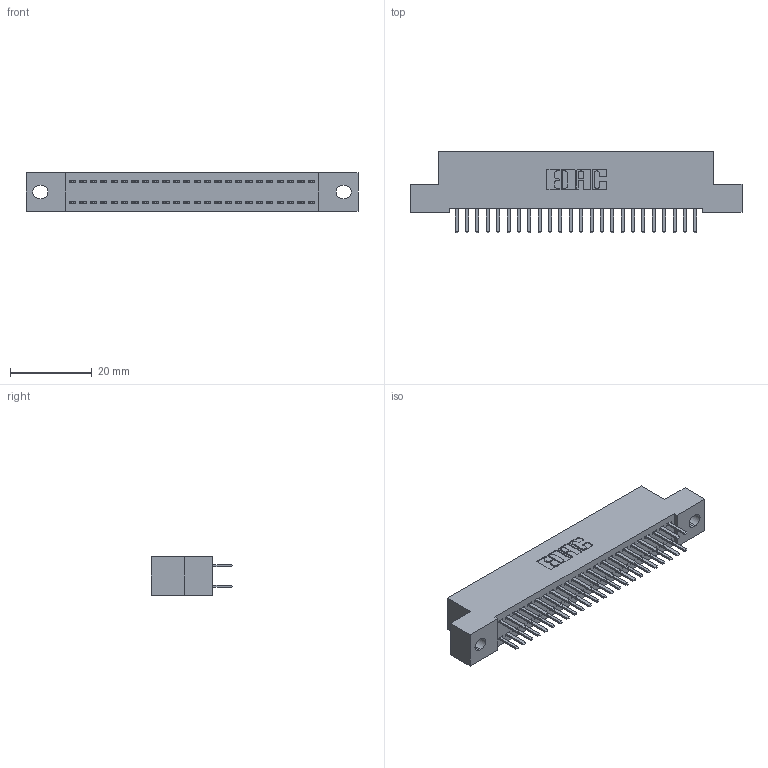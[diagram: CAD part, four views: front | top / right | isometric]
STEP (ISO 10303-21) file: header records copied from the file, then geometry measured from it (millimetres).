
FILE_DESCRIPTION (( 'STEP AP203' ), '1' );
FILE_NAME ('392-048-520-202.STEP', '2018-08-16T21:36:35', ( '' ), ( '' ), 'SwSTEP 2.0', 'SolidWorks 2016', '' );
FILE_SCHEMA (( 'CONFIG_CONTROL_DESIGN' ));
Length unit declared in the file: inch
Products named in the file (3): 342 Part_.128 Slot; 345-292-001_345-293-120; 392-048-520-202
Assembly tree (49 placements, depth 2):
  392-048-520-202
    342 Part_.128 Slot
    345-292-001_345-293-120  x48
Bounding box: 81.28 x 20.02 x 9.4 mm (x, y, z)
Volume: 7144.5 mm3; surface area: 10895.7 mm2
Topology: 49 solids, 49 shells, 2802 faces, 8135 edges, 5294 vertices
Faces by surface type: plane 1894, cylinder 908
Entity records: 17885 total; most frequent: CARTESIAN_POINT 2998, ORIENTED_EDGE 2922, DIRECTION 2581, EDGE_CURVE 1461, LINE 1329, VECTOR 1329, VERTEX_POINT 970, AXIS2_PLACEMENT_3D 626
